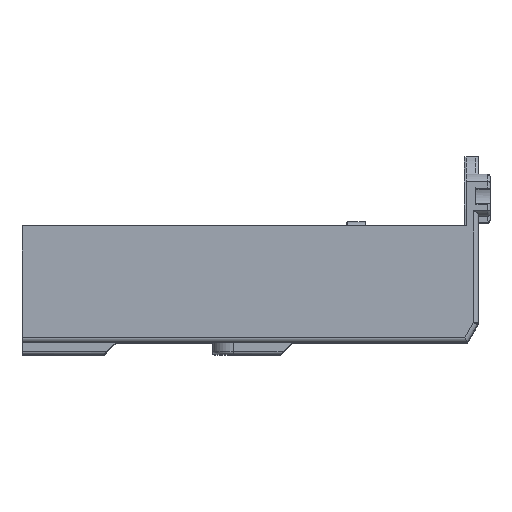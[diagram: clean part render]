
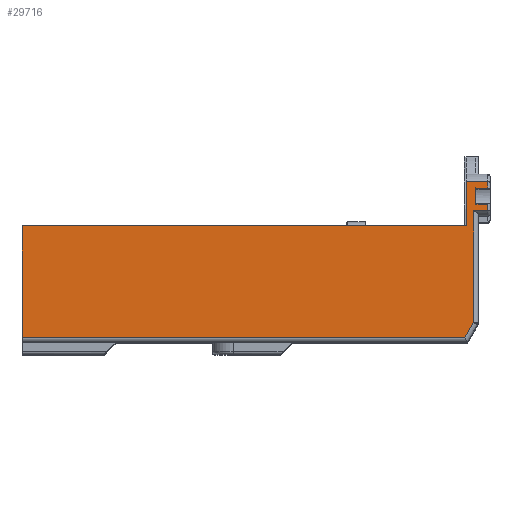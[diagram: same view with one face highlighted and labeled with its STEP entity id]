
A CAD part, top view. The second image highlights one B-rep face of the part: STEP entity #29716.
In plain terms, the highlighted planar face has unit normal (0, 0, 1).
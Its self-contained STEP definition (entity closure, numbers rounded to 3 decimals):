
#854=DIRECTION('',(0.,1.,0.));
#855=VECTOR('',#854,23.695);
#856=CARTESIAN_POINT('',(96.,4.268,140.));
#857=LINE('',#856,#855);
#894=DIRECTION('',(0.5,0.866,0.));
#895=VECTOR('',#894,3.774);
#896=CARTESIAN_POINT('',(94.113,1.,140.));
#897=LINE('',#896,#895);
#6935=DIRECTION('',(-1.,0.,0.));
#6936=VECTOR('',#6935,94.4);
#6937=CARTESIAN_POINT('',(94.4,24.8,140.));
#6938=LINE('',#6937,#6936);
#7265=DIRECTION('',(1.,0.,0.));
#7266=VECTOR('',#7265,94.113);
#7267=CARTESIAN_POINT('',(0.,1.,140.));
#7268=LINE('',#7267,#7266);
#7284=DIRECTION('',(0.,-1.,0.));
#7285=VECTOR('',#7284,3.347);
#7286=CARTESIAN_POINT('',(96.5,32.773,140.));
#7287=LINE('',#7286,#7285);
#7291=DIRECTION('',(0.,-1.,0.));
#7292=VECTOR('',#7291,23.8);
#7293=CARTESIAN_POINT('',(0.,24.8,140.));
#7294=LINE('',#7293,#7292);
#7328=DIRECTION('',(0.,1.,0.));
#7329=VECTOR('',#7328,9.437);
#7330=CARTESIAN_POINT('',(94.4,24.8,140.));
#7331=LINE('',#7330,#7329);
#7479=DIRECTION('',(-1.,0.,0.));
#7480=VECTOR('',#7479,4.6);
#7481=CARTESIAN_POINT('',(99.,34.237,140.));
#7482=LINE('',#7481,#7480);
#7657=DIRECTION('',(1.,0.,0.));
#7658=VECTOR('',#7657,3.);
#7659=CARTESIAN_POINT('',(96.,27.963,140.));
#7660=LINE('',#7659,#7658);
#7664=DIRECTION('',(0.,-1.,0.));
#7665=VECTOR('',#7664,1.464);
#7666=CARTESIAN_POINT('',(99.,29.427,140.));
#7667=LINE('',#7666,#7665);
#7711=DIRECTION('',(-1.,0.,0.));
#7712=VECTOR('',#7711,2.5);
#7713=CARTESIAN_POINT('',(99.,29.427,140.));
#7714=LINE('',#7713,#7712);
#8703=DIRECTION('',(1.,0.,0.));
#8704=VECTOR('',#8703,2.5);
#8705=CARTESIAN_POINT('',(96.5,32.773,140.));
#8706=LINE('',#8705,#8704);
#8740=DIRECTION('',(0.,-1.,0.));
#8741=VECTOR('',#8740,1.464);
#8742=CARTESIAN_POINT('',(99.,34.237,140.));
#8743=LINE('',#8742,#8741);
#22519=CARTESIAN_POINT('',(0.,24.8,140.));
#22520=VERTEX_POINT('',#22519);
#24811=CARTESIAN_POINT('',(99.,29.427,140.));
#24812=CARTESIAN_POINT('',(99.,27.963,140.));
#24813=VERTEX_POINT('',#24811);
#24814=VERTEX_POINT('',#24812);
#24820=CARTESIAN_POINT('',(99.,34.237,140.));
#24822=VERTEX_POINT('',#24820);
#24833=CARTESIAN_POINT('',(99.,32.773,140.));
#24834=VERTEX_POINT('',#24833);
#25108=CARTESIAN_POINT('',(0.,1.,140.));
#25109=VERTEX_POINT('',#25108);
#25110=CARTESIAN_POINT('',(94.113,1.,140.));
#25111=VERTEX_POINT('',#25110);
#25176=CARTESIAN_POINT('',(96.,4.268,140.));
#25177=CARTESIAN_POINT('',(96.,27.963,140.));
#25178=VERTEX_POINT('',#25176);
#25179=VERTEX_POINT('',#25177);
#25202=CARTESIAN_POINT('',(96.5,32.773,140.));
#25203=CARTESIAN_POINT('',(96.5,29.427,140.));
#25204=VERTEX_POINT('',#25202);
#25205=VERTEX_POINT('',#25203);
#25790=CARTESIAN_POINT('',(94.4,34.237,140.));
#25792=VERTEX_POINT('',#25790);
#25797=CARTESIAN_POINT('',(94.4,24.8,140.));
#25799=VERTEX_POINT('',#25797);
#29688=CARTESIAN_POINT('',(0.,0.,140.));
#29689=DIRECTION('',(0.,0.,1.));
#29690=DIRECTION('',(0.,-1.,0.));
#29691=AXIS2_PLACEMENT_3D('',#29688,#29689,#29690);
#29692=PLANE('',#29691);
#29693=ORIENTED_EDGE('',*,*,#29438,.F.);
#29695=ORIENTED_EDGE('',*,*,#29694,.T.);
#29697=ORIENTED_EDGE('',*,*,#29696,.F.);
#29699=ORIENTED_EDGE('',*,*,#29698,.T.);
#29701=ORIENTED_EDGE('',*,*,#29700,.F.);
#29703=ORIENTED_EDGE('',*,*,#29702,.T.);
#29705=ORIENTED_EDGE('',*,*,#29704,.F.);
#29707=ORIENTED_EDGE('',*,*,#29706,.T.);
#29709=ORIENTED_EDGE('',*,*,#29708,.F.);
#29710=ORIENTED_EDGE('',*,*,#26763,.F.);
#29711=ORIENTED_EDGE('',*,*,#26792,.F.);
#29712=ORIENTED_EDGE('',*,*,#29682,.F.);
#29713=ORIENTED_EDGE('',*,*,#29670,.F.);
#29714=EDGE_LOOP('',(#29693,#29695,#29697,#29699,#29701,#29703,#29705,#29707,
#29709,#29710,#29711,#29712,#29713));
#29715=FACE_OUTER_BOUND('',#29714,.F.);
#29716=ADVANCED_FACE('',(#29715),#29692,.T.);
#26763=EDGE_CURVE('',#25178,#25179,#857,.T.);
#26792=EDGE_CURVE('',#25111,#25178,#897,.T.);
#29438=EDGE_CURVE('',#25799,#22520,#6938,.T.);
#29670=EDGE_CURVE('',#22520,#25109,#7294,.T.);
#29682=EDGE_CURVE('',#25109,#25111,#7268,.T.);
#29694=EDGE_CURVE('',#25799,#25792,#7331,.T.);
#29696=EDGE_CURVE('',#24822,#25792,#7482,.T.);
#29698=EDGE_CURVE('',#24822,#24834,#8743,.T.);
#29700=EDGE_CURVE('',#25204,#24834,#8706,.T.);
#29702=EDGE_CURVE('',#25204,#25205,#7287,.T.);
#29704=EDGE_CURVE('',#24813,#25205,#7714,.T.);
#29706=EDGE_CURVE('',#24813,#24814,#7667,.T.);
#29708=EDGE_CURVE('',#25179,#24814,#7660,.T.);
